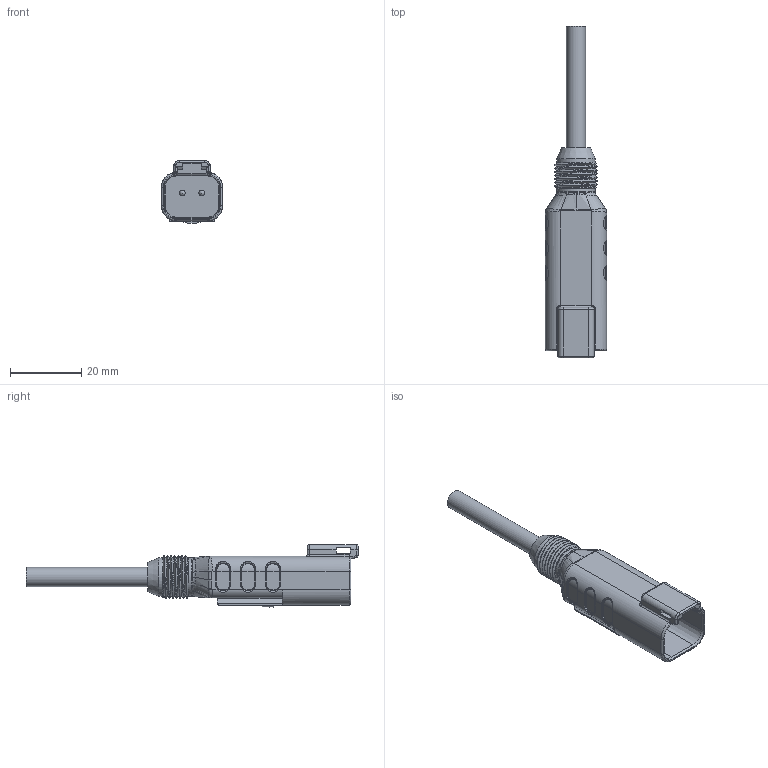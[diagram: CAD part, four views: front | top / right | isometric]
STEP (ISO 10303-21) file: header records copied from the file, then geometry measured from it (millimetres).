
FILE_DESCRIPTION(/* description */ (''),/* implementation_level */ '2;1');
FILE_NAME(/* name */ 'MA-DT04-2PG-m.stp',/* time_stamp */ '2022-05-25T08:27:17+02:00',/* author */ ('ESCHA GmbH & Co. KG'),/* organization */ ('ESCHA GmbH & Co. KG'),/* preprocessor_version */ 'ST-DEVELOPER v16',/* originating_system */ 'SIEMENS PLM Software NX 10.0',/* authorisation */ '');
FILE_SCHEMA (('AUTOMOTIVE_DESIGN { 1 0 10303 214 3 1 1 1 }'));
Length unit declared in the file: millimetre
Products named in the file (1): 6000964_UMSPRITZEN_part_427240
Bounding box: 17.15 x 93.25 x 17.67 mm (x, y, z)
Volume: 8166 mm3; surface area: 5206.1 mm2
Topology: 1 solids, 1 shells, 365 faces, 917 edges, 539 vertices
Faces by surface type: bspline 107, cylinder 99, plane 75, torus 64, cone 14, sphere 6
Full cylindrical faces by diameter (mm): 1.6 x2, 5.4 x1, 10.77 x8
Entity records: 14577 total; most frequent: CARTESIAN_POINT 6933, ORIENTED_EDGE 1734, DIRECTION 1440, EDGE_CURVE 867, AXIS2_PLACEMENT_3D 592, VERTEX_POINT 517, EDGE_LOOP 368, ADVANCED_FACE 358
